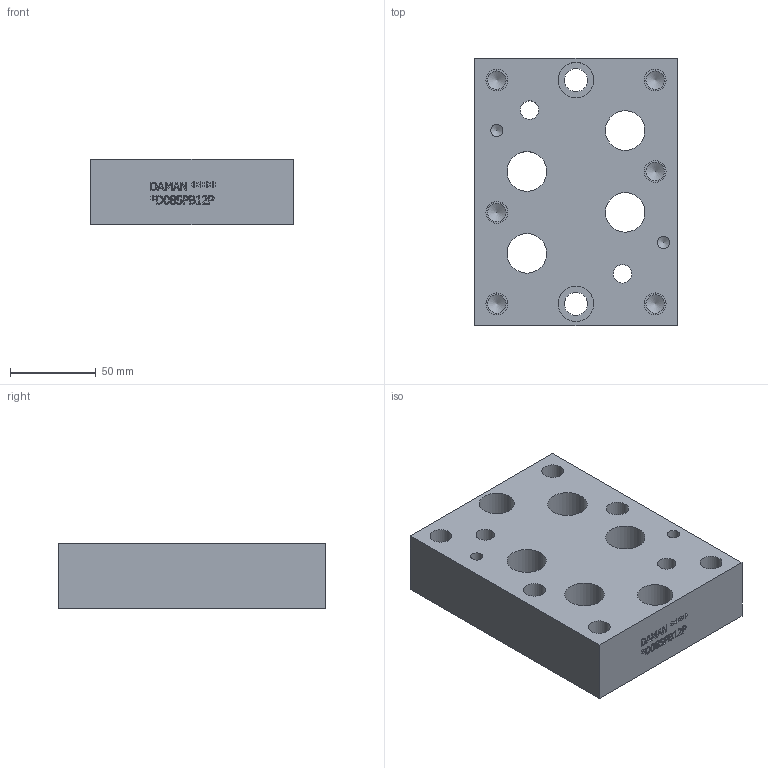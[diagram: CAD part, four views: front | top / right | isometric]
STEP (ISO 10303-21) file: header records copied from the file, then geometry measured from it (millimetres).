
FILE_DESCRIPTION(/* description */ (''),/* implementation_level */ '2;1');
FILE_NAME(/* name */ '_D08SPB12P.stp',/* time_stamp */ '2020-03-11T16:05:46-04:00',/* author */ ('alexanderw'),/* organization */ (''),/* preprocessor_version */ 'ST-DEVELOPER v17',/* originating_system */ 'Autodesk Inventor 2019',/* authorisation */ '');
FILE_SCHEMA (('AUTOMOTIVE_DESIGN { 1 0 10303 214 3 1 1 }'));
Length unit declared in the file: millimetre
Products named in the file (1): Part_AD08SPB12P_3D
Bounding box: 117.47 x 155.57 x 38.1 mm (x, y, z)
Volume: 571910 mm3; surface area: 80416.7 mm2
Topology: 1 solids, 1 shells, 478 faces, 1302 edges, 880 vertices
Faces by surface type: plane 313, bspline 127, cylinder 30, cone 8
Full cylindrical faces by diameter (mm): 7.137 x2, 10.719 x8, 12.7 x6, 13.487 x2, 13.868 x2, 20.625 x2, 23.012 x3, 23.017 x1, 26.924 x4
Entity records: 16117 total; most frequent: CARTESIAN_POINT 4304, ORIENTED_EDGE 2588, DIRECTION 1848, EDGE_CURVE 1294, LINE 936, VECTOR 936, VERTEX_POINT 880, EDGE_LOOP 556
